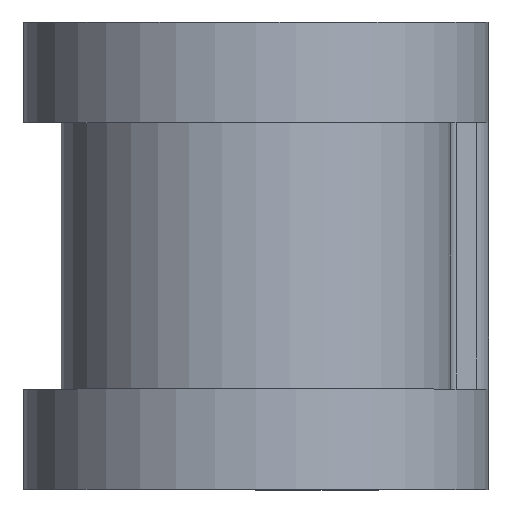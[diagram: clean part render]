
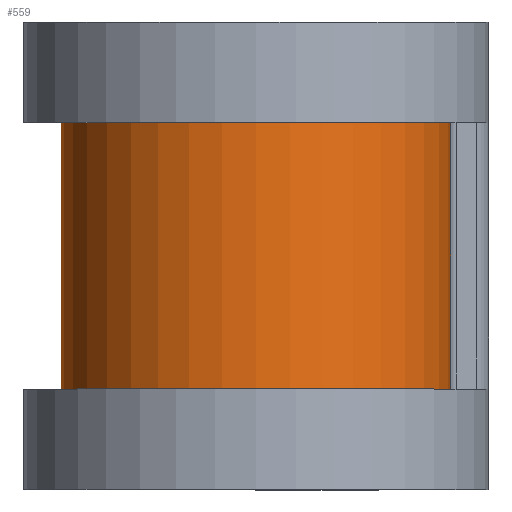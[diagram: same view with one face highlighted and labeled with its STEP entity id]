
A CAD part, top view. The second image highlights one B-rep face of the part: STEP entity #559.
In plain terms, the highlighted cylindrical face has radius 7.887 mm (diameter 15.773 mm), a partial arc.
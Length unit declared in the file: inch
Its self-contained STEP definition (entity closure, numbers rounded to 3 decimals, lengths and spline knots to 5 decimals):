
#32 = DIRECTION ( 'NONE',  ( 0., -1., 0. ) ) ;
#81 = DIRECTION ( 'NONE',  ( 0., 0., -1. ) ) ;
#83 = AXIS2_PLACEMENT_3D ( 'NONE', #488, #32, #81 ) ;
#134 = AXIS2_PLACEMENT_3D ( 'NONE', #980, #175, #1107 ) ;
#173 = ORIENTED_EDGE ( 'NONE', *, *, #1617, .F. ) ;
#175 = DIRECTION ( 'NONE',  ( 0., -1., 0. ) ) ;
#217 = VECTOR ( 'NONE', #565, 39.37008 ) ;
#454 = ORIENTED_EDGE ( 'NONE', *, *, #1571, .F. ) ;
#460 = LINE ( 'NONE', #770, #1457 ) ;
#478 = DIRECTION ( 'NONE',  ( 0., -1., 0. ) ) ;
#488 = CARTESIAN_POINT ( 'NONE',  ( 0., 0.3125, 0. ) ) ;
#490 = EDGE_LOOP ( 'NONE', ( #173, #1464, #1207, #454 ) ) ;
#521 = VERTEX_POINT ( 'NONE', #1258 ) ;
#559 = ADVANCED_FACE ( 'NONE', ( #1724 ), #1332, .T. ) ;
#565 = DIRECTION ( 'NONE',  ( 0., -1., 0. ) ) ;
#586 = LINE ( 'NONE', #1186, #217 ) ;
#601 = AXIS2_PLACEMENT_3D ( 'NONE', #1233, #478, #1375 ) ;
#770 = CARTESIAN_POINT ( 'NONE',  ( 0.3105, 0.3125, 0. ) ) ;
#806 = VERTEX_POINT ( 'NONE', #1381 ) ;
#900 = DIRECTION ( 'NONE',  ( 0., -1., 0. ) ) ;
#980 = CARTESIAN_POINT ( 'NONE',  ( 0., -0.2125, 0. ) ) ;
#1017 = CARTESIAN_POINT ( 'NONE',  ( 0., -0.2125, -0.3105 ) ) ;
#1107 = DIRECTION ( 'NONE',  ( 0., 0., -1. ) ) ;
#1173 = CARTESIAN_POINT ( 'NONE',  ( 0.3105, -0.2125, 0. ) ) ;
#1186 = CARTESIAN_POINT ( 'NONE',  ( 0., 0.3125, -0.3105 ) ) ;
#1207 = ORIENTED_EDGE ( 'NONE', *, *, #1382, .T. ) ;
#1233 = CARTESIAN_POINT ( 'NONE',  ( 0., 0.2125, 0. ) ) ;
#1258 = CARTESIAN_POINT ( 'NONE',  ( 0.3105, 0.2125, 0. ) ) ;
#1332 = CYLINDRICAL_SURFACE ( 'NONE', #83, 0.3105 ) ;
#1352 = VERTEX_POINT ( 'NONE', #1173 ) ;
#1375 = DIRECTION ( 'NONE',  ( 0., 0., -1. ) ) ;
#1381 = CARTESIAN_POINT ( 'NONE',  ( 0., 0.2125, -0.3105 ) ) ;
#1382 = EDGE_CURVE ( 'NONE', #806, #1606, #586, .T. ) ;
#1457 = VECTOR ( 'NONE', #900, 39.37008 ) ;
#1464 = ORIENTED_EDGE ( 'NONE', *, *, #1580, .T. ) ;
#1571 = EDGE_CURVE ( 'NONE', #1352, #1606, #1718, .T. ) ;
#1580 = EDGE_CURVE ( 'NONE', #521, #806, #1665, .T. ) ;
#1606 = VERTEX_POINT ( 'NONE', #1017 ) ;
#1617 = EDGE_CURVE ( 'NONE', #521, #1352, #460, .T. ) ;
#1665 = CIRCLE ( 'NONE', #601, 0.3105 ) ;
#1718 = CIRCLE ( 'NONE', #134, 0.3105 ) ;
#1724 = FACE_OUTER_BOUND ( 'NONE', #490, .T. ) ;
